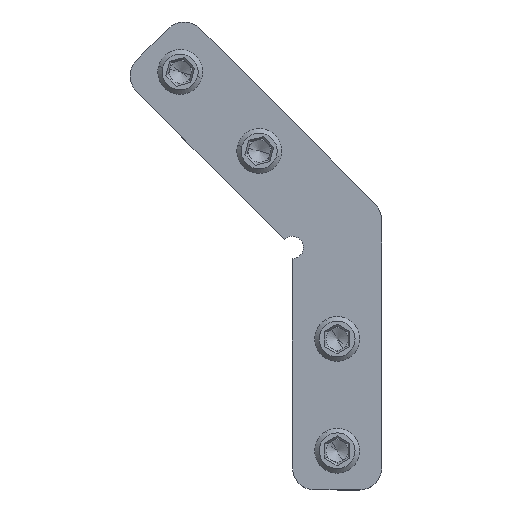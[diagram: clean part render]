
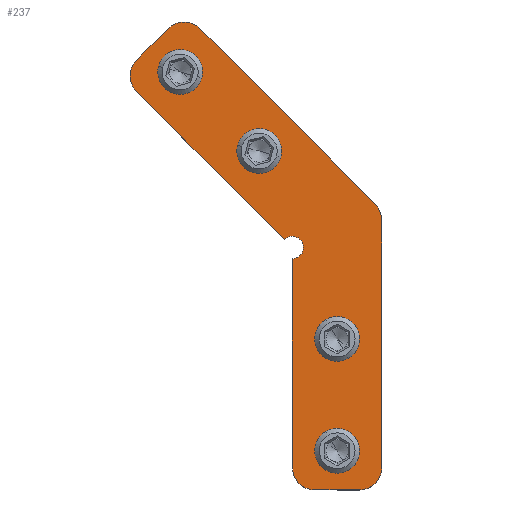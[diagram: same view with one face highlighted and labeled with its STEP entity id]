
A CAD part, top view. The second image highlights one B-rep face of the part: STEP entity #237.
In plain terms, the highlighted planar face has unit normal (0, 0, 1).
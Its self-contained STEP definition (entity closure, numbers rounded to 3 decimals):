
#237=ADVANCED_FACE('NONE',(#565,#566,#567,#568,#569),#570,.T.);
#565=FACE_OUTER_BOUND('',#1021,.T.);
#566=FACE_BOUND('',#1022,.T.);
#567=FACE_BOUND('',#1023,.T.);
#568=FACE_BOUND('',#1024,.T.);
#569=FACE_BOUND('',#1025,.T.);
#570=PLANE('',#1026);
#1021=EDGE_LOOP('',(#1537,#1538,#1539,#1540,#1541,#1542,#1543,#1544,#1545,#1546,#1547,#1548,#1549,#1550));
#1022=EDGE_LOOP('',(#1551,#1552));
#1023=EDGE_LOOP('',(#1553,#1554));
#1024=EDGE_LOOP('',(#1555,#1556));
#1025=EDGE_LOOP('',(#1557,#1558));
#1026=AXIS2_PLACEMENT_3D('',#1559,#1560,#1561);
#1537=ORIENTED_EDGE('',*,*,#2570,.T.);
#1538=ORIENTED_EDGE('',*,*,#2575,.T.);
#1539=ORIENTED_EDGE('',*,*,#2579,.T.);
#1540=ORIENTED_EDGE('',*,*,#2583,.T.);
#1541=ORIENTED_EDGE('',*,*,#2585,.T.);
#1542=ORIENTED_EDGE('',*,*,#2563,.T.);
#1543=ORIENTED_EDGE('',*,*,#2589,.T.);
#1544=ORIENTED_EDGE('',*,*,#2539,.T.);
#1545=ORIENTED_EDGE('',*,*,#2593,.T.);
#1546=ORIENTED_EDGE('',*,*,#2597,.T.);
#1547=ORIENTED_EDGE('',*,*,#2601,.T.);
#1548=ORIENTED_EDGE('',*,*,#2605,.T.);
#1549=ORIENTED_EDGE('',*,*,#2609,.T.);
#1550=ORIENTED_EDGE('',*,*,#2612,.T.);
#1551=ORIENTED_EDGE('',*,*,#2614,.F.);
#1552=ORIENTED_EDGE('',*,*,#2545,.F.);
#1553=ORIENTED_EDGE('',*,*,#2615,.F.);
#1554=ORIENTED_EDGE('',*,*,#2550,.F.);
#1555=ORIENTED_EDGE('',*,*,#2616,.F.);
#1556=ORIENTED_EDGE('',*,*,#2555,.F.);
#1557=ORIENTED_EDGE('',*,*,#2617,.F.);
#1558=ORIENTED_EDGE('',*,*,#2560,.F.);
#1559=CARTESIAN_POINT('',(-5.0,47.929,1.5));
#1560=DIRECTION('',(0.0,0.0,1.0));
#1561=DIRECTION('',(1.0,-0.0,0.0));
#2539=EDGE_CURVE('NONE',#2980,#2977,#2981,.T.);
#2545=EDGE_CURVE('NONE',#2989,#2991,#2992,.T.);
#2550=EDGE_CURVE('NONE',#2998,#3000,#3001,.T.);
#2555=EDGE_CURVE('NONE',#3007,#3009,#3010,.T.);
#2560=EDGE_CURVE('NONE',#3016,#3018,#3019,.T.);
#2563=EDGE_CURVE('NONE',#3022,#3023,#3024,.T.);
#2570=EDGE_CURVE('NONE',#3036,#3034,#3037,.T.);
#2575=EDGE_CURVE('NONE',#3034,#3042,#3044,.T.);
#2579=EDGE_CURVE('NONE',#3042,#3048,#3050,.T.);
#2583=EDGE_CURVE('NONE',#3048,#3054,#3056,.T.);
#2585=EDGE_CURVE('NONE',#3054,#3022,#3058,.T.);
#2589=EDGE_CURVE('NONE',#3023,#2980,#3062,.T.);
#2593=EDGE_CURVE('NONE',#2977,#3066,#3068,.T.);
#2597=EDGE_CURVE('NONE',#3066,#3072,#3074,.T.);
#2601=EDGE_CURVE('NONE',#3072,#3078,#3080,.T.);
#2605=EDGE_CURVE('NONE',#3078,#3084,#3086,.T.);
#2609=EDGE_CURVE('NONE',#3084,#3090,#3092,.T.);
#2612=EDGE_CURVE('NONE',#3090,#3036,#3095,.T.);
#2614=EDGE_CURVE('NONE',#2991,#2989,#3097,.T.);
#2615=EDGE_CURVE('NONE',#3000,#2998,#3098,.T.);
#2616=EDGE_CURVE('NONE',#3009,#3007,#3099,.T.);
#2617=EDGE_CURVE('NONE',#3018,#3016,#3100,.T.);
#2977=VERTEX_POINT('',#3592);
#2980=VERTEX_POINT('NONE',#3596);
#2981=CIRCLE('',#3597,2.);
#2989=VERTEX_POINT('NONE',#3606);
#2991=VERTEX_POINT('NONE',#3609);
#2992=CIRCLE('',#3610,3.4);
#2998=VERTEX_POINT('NONE',#3617);
#3000=VERTEX_POINT('NONE',#3620);
#3001=CIRCLE('',#3621,3.4);
#3007=VERTEX_POINT('NONE',#3628);
#3009=VERTEX_POINT('NONE',#3631);
#3010=CIRCLE('',#3632,3.4);
#3016=VERTEX_POINT('NONE',#3639);
#3018=VERTEX_POINT('NONE',#3642);
#3019=CIRCLE('',#3643,3.4);
#3022=VERTEX_POINT('NONE',#3647);
#3023=VERTEX_POINT('NONE',#3648);
#3024=CIRCLE('',#3649,4.);
#3034=VERTEX_POINT('NONE',#3661);
#3036=VERTEX_POINT('NONE',#3664);
#3037=CIRCLE('',#3665,5.0);
#3042=VERTEX_POINT('NONE',#3672);
#3044=LINE('',#3675,#3676);
#3048=VERTEX_POINT('NONE',#3680);
#3050=CIRCLE('',#3683,4.);
#3054=VERTEX_POINT('NONE',#3688);
#3056=LINE('',#3691,#3692);
#3058=CIRCLE('',#3694,4.);
#3062=LINE('',#3699,#3700);
#3066=VERTEX_POINT('NONE',#3704);
#3068=CIRCLE('',#3707,2.);
#3072=VERTEX_POINT('NONE',#3712);
#3074=LINE('',#3715,#3716);
#3078=VERTEX_POINT('NONE',#3720);
#3080=CIRCLE('',#3723,4.);
#3084=VERTEX_POINT('NONE',#3728);
#3086=LINE('',#3731,#3732);
#3090=VERTEX_POINT('NONE',#3736);
#3092=CIRCLE('',#3739,4.);
#3095=LINE('',#3743,#3744);
#3097=CIRCLE('',#3746,3.4);
#3098=CIRCLE('',#3747,3.4);
#3099=CIRCLE('',#3748,3.4);
#3100=CIRCLE('',#3749,3.4);
#3592=CARTESIAN_POINT('',(-14.,43.373,1.5));
#3596=CARTESIAN_POINT('',(-17.414,44.787,1.5));
#3597=AXIS2_PLACEMENT_3D('',#4417,#4418,#4419);
#3606=CARTESIAN_POINT('',(-11.4,7.0,1.5));
#3609=CARTESIAN_POINT('',(-4.6,7.0,1.5));
#3610=AXIS2_PLACEMENT_3D('',#4428,#4429,#4430);
#3617=CARTESIAN_POINT('',(-11.4,27.0,1.5));
#3620=CARTESIAN_POINT('',(-4.6,27.0,1.5));
#3621=AXIS2_PLACEMENT_3D('',#4436,#4437,#4438);
#3628=CARTESIAN_POINT('',(-39.462,74.749,1.5));
#3631=CARTESIAN_POINT('',(-32.662,74.749,1.5));
#3632=AXIS2_PLACEMENT_3D('',#4444,#4445,#4446);
#3639=CARTESIAN_POINT('',(-25.32,60.607,1.5));
#3642=CARTESIAN_POINT('',(-18.52,60.607,1.5));
#3643=AXIS2_PLACEMENT_3D('',#4452,#4453,#4454);
#3647=CARTESIAN_POINT('',(-45.012,74.042,1.5));
#3648=CARTESIAN_POINT('',(-43.841,71.213,1.5));
#3649=AXIS2_PLACEMENT_3D('',#4456,#4457,#4458);
#3661=CARTESIAN_POINT('',(-1.464,51.464,1.5));
#3664=CARTESIAN_POINT('',(0.0,47.929,1.5));
#3665=AXIS2_PLACEMENT_3D('',#4468,#4469,#4470);
#3672=CARTESIAN_POINT('',(-32.527,82.527,1.5));
#3675=CARTESIAN_POINT('',(-32.527,82.527,1.5));
#3676=VECTOR('',#4474,1000.0);
#3680=CARTESIAN_POINT('',(-38.184,82.527,1.5));
#3683=AXIS2_PLACEMENT_3D('',#4479,#4480,#4481);
#3688=CARTESIAN_POINT('',(-43.841,76.87,1.5));
#3691=CARTESIAN_POINT('',(-38.184,82.527,1.5));
#3692=VECTOR('',#4484,1000.0);
#3694=AXIS2_PLACEMENT_3D('',#4485,#4486,#4487);
#3699=CARTESIAN_POINT('',(-43.841,71.213,1.5));
#3700=VECTOR('',#4492,1000.0);
#3704=CARTESIAN_POINT('',(-16.,41.373,1.5));
#3707=AXIS2_PLACEMENT_3D('',#4497,#4498,#4499);
#3712=CARTESIAN_POINT('',(-16.,4.,1.5));
#3715=CARTESIAN_POINT('',(-16.0,4.,1.5));
#3716=VECTOR('',#4502,1000.0);
#3720=CARTESIAN_POINT('',(-12.,0.,1.5));
#3723=AXIS2_PLACEMENT_3D('',#4507,#4508,#4509);
#3728=CARTESIAN_POINT('',(-4.,0.,1.5));
#3731=CARTESIAN_POINT('',(-4.,0.,1.5));
#3732=VECTOR('',#4512,1000.0);
#3736=CARTESIAN_POINT('',(0.0,4.,1.5));
#3739=AXIS2_PLACEMENT_3D('',#4517,#4518,#4519);
#3743=CARTESIAN_POINT('',(0.0,4.,1.5));
#3744=VECTOR('',#4521,1000.0);
#3746=AXIS2_PLACEMENT_3D('',#4522,#4523,#4524);
#3747=AXIS2_PLACEMENT_3D('',#4525,#4526,#4527);
#3748=AXIS2_PLACEMENT_3D('',#4528,#4529,#4530);
#3749=AXIS2_PLACEMENT_3D('',#4531,#4532,#4533);
#4417=CARTESIAN_POINT('',(-16.0,43.373,1.5));
#4418=DIRECTION('',(0.0,0.0,-1.0));
#4419=DIRECTION('',(1.0,0.0,0.0));
#4428=CARTESIAN_POINT('',(-8.,7.0,1.5));
#4429=DIRECTION('',(0.0,-0.0,1.0));
#4430=DIRECTION('',(1.0,0.0,0.0));
#4436=CARTESIAN_POINT('',(-8.,27.0,1.5));
#4437=DIRECTION('',(0.0,-0.0,1.0));
#4438=DIRECTION('',(1.0,0.0,0.0));
#4444=CARTESIAN_POINT('',(-36.062,74.749,1.5));
#4445=DIRECTION('',(0.0,-0.0,1.0));
#4446=DIRECTION('',(1.0,0.0,0.0));
#4452=CARTESIAN_POINT('',(-21.92,60.607,1.5));
#4453=DIRECTION('',(0.0,-0.0,1.0));
#4454=DIRECTION('',(1.0,0.0,0.0));
#4456=CARTESIAN_POINT('',(-41.012,74.042,1.5));
#4457=DIRECTION('',(0.0,0.0,1.0));
#4458=DIRECTION('',(1.0,0.0,0.0));
#4468=CARTESIAN_POINT('',(-5.0,47.929,1.5));
#4469=DIRECTION('',(0.0,0.0,1.0));
#4470=DIRECTION('',(1.0,0.0,0.0));
#4474=DIRECTION('',(-0.707,0.707,-0.0));
#4479=CARTESIAN_POINT('',(-35.355,79.698,1.5));
#4480=DIRECTION('',(0.0,0.0,1.0));
#4481=DIRECTION('',(1.0,0.0,0.0));
#4484=DIRECTION('',(-0.707,-0.707,0.0));
#4485=CARTESIAN_POINT('',(-41.012,74.042,1.5));
#4486=DIRECTION('',(0.0,0.0,1.0));
#4487=DIRECTION('',(1.0,0.0,0.0));
#4492=DIRECTION('',(0.707,-0.707,0.0));
#4497=CARTESIAN_POINT('',(-16.0,43.373,1.5));
#4498=DIRECTION('',(0.0,0.0,-1.0));
#4499=DIRECTION('',(1.0,0.0,0.0));
#4502=DIRECTION('',(0.,-1.0,-0.0));
#4507=CARTESIAN_POINT('',(-12.0,4.,1.5));
#4508=DIRECTION('',(0.0,0.0,1.0));
#4509=DIRECTION('',(1.0,0.0,0.0));
#4512=DIRECTION('',(1.0,0.,-0.0));
#4517=CARTESIAN_POINT('',(-4.,4.,1.5));
#4518=DIRECTION('',(0.0,0.0,1.0));
#4519=DIRECTION('',(1.0,0.0,0.0));
#4521=DIRECTION('',(0.0,1.0,0.0));
#4522=CARTESIAN_POINT('',(-8.,7.0,1.5));
#4523=DIRECTION('',(0.0,-0.0,1.0));
#4524=DIRECTION('',(1.0,0.0,0.0));
#4525=CARTESIAN_POINT('',(-8.,27.0,1.5));
#4526=DIRECTION('',(0.0,-0.0,1.0));
#4527=DIRECTION('',(1.0,0.0,0.0));
#4528=CARTESIAN_POINT('',(-36.062,74.749,1.5));
#4529=DIRECTION('',(0.0,-0.0,1.0));
#4530=DIRECTION('',(1.0,0.0,0.0));
#4531=CARTESIAN_POINT('',(-21.92,60.607,1.5));
#4532=DIRECTION('',(0.0,-0.0,1.0));
#4533=DIRECTION('',(1.0,0.0,0.0));
